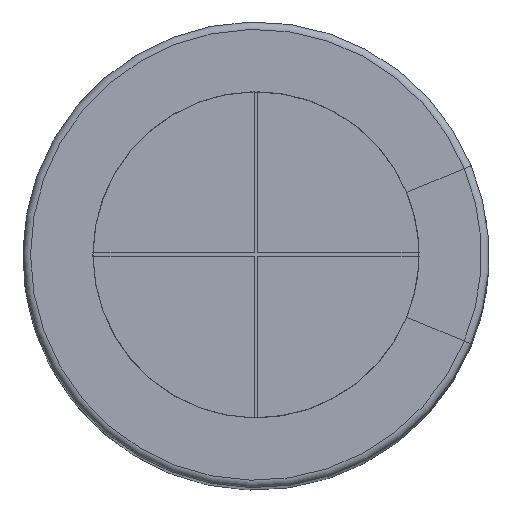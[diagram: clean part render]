
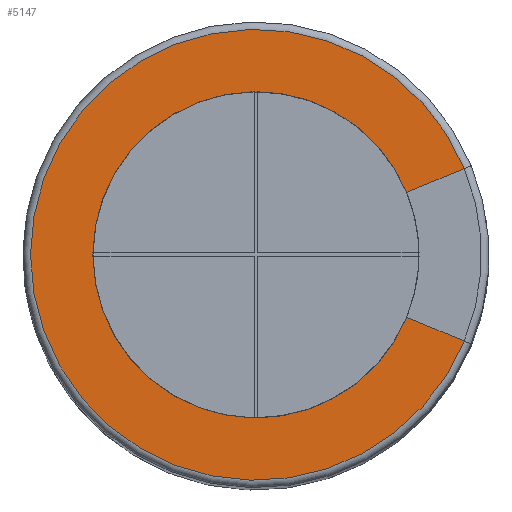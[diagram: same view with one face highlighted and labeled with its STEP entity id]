
A CAD part, top view. The second image highlights one B-rep face of the part: STEP entity #5147.
In plain terms, the highlighted planar face has unit normal (0, 0, 1).
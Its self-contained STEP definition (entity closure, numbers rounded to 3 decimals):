
#4734 = TOROIDAL_SURFACE('',#4735,6.05,0.2);
#4735 = AXIS2_PLACEMENT_3D('',#4736,#4737,#4738);
#4736 = CARTESIAN_POINT('',(2.5,0.,36.3));
#4737 = DIRECTION('',(0.,0.,1.));
#4738 = DIRECTION('',(0.924,-0.383,0.));
#4760 = VERTEX_POINT('',#4761);
#4761 = CARTESIAN_POINT('',(8.089,-2.315,36.5));
#4783 = VERTEX_POINT('',#4784);
#4784 = CARTESIAN_POINT('',(8.089,2.315,36.5));
#4799 = PLANE('',#4800);
#4800 = AXIS2_PLACEMENT_3D('',#4801,#4802,#4803);
#4801 = CARTESIAN_POINT('',(2.5,0.,36.5));
#4802 = DIRECTION('',(0.,0.,-1.));
#4803 = DIRECTION('',(0.924,0.383,0.));
#5035 = EDGE_CURVE('',#4760,#4783,#5036,.T.);
#5036 = SURFACE_CURVE('',#5037,(#5042,#5049),.PCURVE_S1.);
#5037 = CIRCLE('',#5038,6.05);
#5038 = AXIS2_PLACEMENT_3D('',#5039,#5040,#5041);
#5039 = CARTESIAN_POINT('',(2.5,0.,36.5));
#5040 = DIRECTION('',(0.,-0.,-1.));
#5041 = DIRECTION('',(0.924,-0.383,0.));
#5042 = PCURVE('',#4734,#5043);
#5043 = DEFINITIONAL_REPRESENTATION('',(#5044),#5048);
#5044 = LINE('',#5045,#5046);
#5045 = CARTESIAN_POINT('',(-0.,1.571));
#5046 = VECTOR('',#5047,1.);
#5047 = DIRECTION('',(-1.,0.));
#5048 = ( GEOMETRIC_REPRESENTATION_CONTEXT(2)
PARAMETRIC_REPRESENTATION_CONTEXT() REPRESENTATION_CONTEXT('2D SPACE',''
) );
#5049 = PCURVE('',#5050,#5055);
#5050 = PLANE('',#5051);
#5051 = AXIS2_PLACEMENT_3D('',#5052,#5053,#5054);
#5052 = CARTESIAN_POINT('',(2.5,0.,36.5));
#5053 = DIRECTION('',(0.,0.,-1.));
#5054 = DIRECTION('',(0.924,-0.383,0.));
#5055 = DEFINITIONAL_REPRESENTATION('',(#5056),#5060);
#5056 = CIRCLE('',#5057,6.05);
#5057 = AXIS2_PLACEMENT_2D('',#5058,#5059);
#5058 = CARTESIAN_POINT('',(0.,0.));
#5059 = DIRECTION('',(1.,0.));
#5060 = ( GEOMETRIC_REPRESENTATION_CONTEXT(2)
PARAMETRIC_REPRESENTATION_CONTEXT() REPRESENTATION_CONTEXT('2D SPACE',''
) );
#5067 = EDGE_CURVE('',#4760,#5068,#5070,.T.);
#5068 = VERTEX_POINT('',#5069);
#5069 = CARTESIAN_POINT('',(6.542,-1.674,36.5));
#5070 = SURFACE_CURVE('',#5071,(#5075,#5082),.PCURVE_S1.);
#5071 = LINE('',#5072,#5073);
#5072 = CARTESIAN_POINT('',(8.089,-2.315,36.5));
#5073 = VECTOR('',#5074,1.);
#5074 = DIRECTION('',(-0.924,0.383,0.));
#5075 = PCURVE('',#4799,#5076);
#5076 = DEFINITIONAL_REPRESENTATION('',(#5077),#5081);
#5077 = LINE('',#5078,#5079);
#5078 = CARTESIAN_POINT('',(4.278,4.278));
#5079 = VECTOR('',#5080,1.);
#5080 = DIRECTION('',(-0.707,-0.707));
#5081 = ( GEOMETRIC_REPRESENTATION_CONTEXT(2)
PARAMETRIC_REPRESENTATION_CONTEXT() REPRESENTATION_CONTEXT('2D SPACE',''
) );
#5082 = PCURVE('',#5050,#5083);
#5083 = DEFINITIONAL_REPRESENTATION('',(#5084),#5088);
#5084 = LINE('',#5085,#5086);
#5085 = CARTESIAN_POINT('',(6.05,0.));
#5086 = VECTOR('',#5087,1.);
#5087 = DIRECTION('',(-1.,0.));
#5088 = ( GEOMETRIC_REPRESENTATION_CONTEXT(2)
PARAMETRIC_REPRESENTATION_CONTEXT() REPRESENTATION_CONTEXT('2D SPACE',''
) );
#5091 = VERTEX_POINT('',#5092);
#5092 = CARTESIAN_POINT('',(6.542,1.674,36.5));
#5119 = EDGE_CURVE('',#4783,#5091,#5120,.T.);
#5120 = SURFACE_CURVE('',#5121,(#5125,#5132),.PCURVE_S1.);
#5121 = LINE('',#5122,#5123);
#5122 = CARTESIAN_POINT('',(8.089,2.315,36.5));
#5123 = VECTOR('',#5124,1.);
#5124 = DIRECTION('',(-0.924,-0.383,0.));
#5125 = PCURVE('',#4799,#5126);
#5126 = DEFINITIONAL_REPRESENTATION('',(#5127),#5131);
#5127 = LINE('',#5128,#5129);
#5128 = CARTESIAN_POINT('',(6.05,0.));
#5129 = VECTOR('',#5130,1.);
#5130 = DIRECTION('',(-1.,0.));
#5131 = ( GEOMETRIC_REPRESENTATION_CONTEXT(2)
PARAMETRIC_REPRESENTATION_CONTEXT() REPRESENTATION_CONTEXT('2D SPACE',''
) );
#5132 = PCURVE('',#5050,#5133);
#5133 = DEFINITIONAL_REPRESENTATION('',(#5134),#5138);
#5134 = LINE('',#5135,#5136);
#5135 = CARTESIAN_POINT('',(4.278,-4.278));
#5136 = VECTOR('',#5137,1.);
#5137 = DIRECTION('',(-0.707,0.707));
#5138 = ( GEOMETRIC_REPRESENTATION_CONTEXT(2)
PARAMETRIC_REPRESENTATION_CONTEXT() REPRESENTATION_CONTEXT('2D SPACE',''
) );
#5147 = ADVANCED_FACE('',(#5148),#5050,.F.);
#5148 = FACE_BOUND('',#5149,.F.);
#5149 = EDGE_LOOP('',(#5150,#5151,#5152,#5179));
#5150 = ORIENTED_EDGE('',*,*,#5035,.T.);
#5151 = ORIENTED_EDGE('',*,*,#5119,.T.);
#5152 = ORIENTED_EDGE('',*,*,#5153,.F.);
#5153 = EDGE_CURVE('',#5068,#5091,#5154,.T.);
#5154 = SURFACE_CURVE('',#5155,(#5160,#5167),.PCURVE_S1.);
#5155 = CIRCLE('',#5156,4.375);
#5156 = AXIS2_PLACEMENT_3D('',#5157,#5158,#5159);
#5157 = CARTESIAN_POINT('',(2.5,0.,36.5));
#5158 = DIRECTION('',(0.,-0.,-1.));
#5159 = DIRECTION('',(0.924,-0.383,0.));
#5160 = PCURVE('',#5050,#5161);
#5161 = DEFINITIONAL_REPRESENTATION('',(#5162),#5166);
#5162 = CIRCLE('',#5163,4.375);
#5163 = AXIS2_PLACEMENT_2D('',#5164,#5165);
#5164 = CARTESIAN_POINT('',(0.,0.));
#5165 = DIRECTION('',(1.,0.));
#5166 = ( GEOMETRIC_REPRESENTATION_CONTEXT(2)
PARAMETRIC_REPRESENTATION_CONTEXT() REPRESENTATION_CONTEXT('2D SPACE',''
) );
#5167 = PCURVE('',#5168,#5173);
#5168 = CYLINDRICAL_SURFACE('',#5169,4.375);
#5169 = AXIS2_PLACEMENT_3D('',#5170,#5171,#5172);
#5170 = CARTESIAN_POINT('',(2.5,0.,36.5));
#5171 = DIRECTION('',(0.,0.,-1.));
#5172 = DIRECTION('',(0.924,-0.383,0.));
#5173 = DEFINITIONAL_REPRESENTATION('',(#5174),#5178);
#5174 = LINE('',#5175,#5176);
#5175 = CARTESIAN_POINT('',(0.,0.));
#5176 = VECTOR('',#5177,1.);
#5177 = DIRECTION('',(1.,0.));
#5178 = ( GEOMETRIC_REPRESENTATION_CONTEXT(2)
PARAMETRIC_REPRESENTATION_CONTEXT() REPRESENTATION_CONTEXT('2D SPACE',''
) );
#5179 = ORIENTED_EDGE('',*,*,#5067,.F.);
